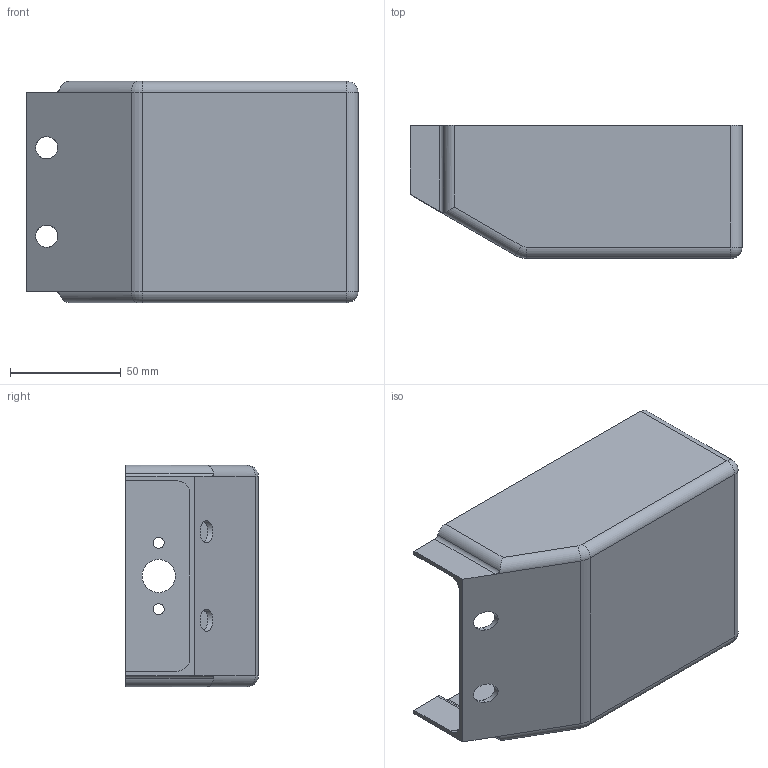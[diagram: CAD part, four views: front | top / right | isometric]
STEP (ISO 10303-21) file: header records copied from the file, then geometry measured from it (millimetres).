
FILE_DESCRIPTION (( 'STEP AP214' ), '1' );
FILE_NAME ('large.STEP', '2017-09-20T06:50:07', ( '' ), ( '' ), 'SwSTEP 2.0', 'SolidWorks 2013', '' );
FILE_SCHEMA (( 'AUTOMOTIVE_DESIGN' ));
Length unit declared in the file: millimetre
Products named in the file (1): large
Bounding box: 150 x 60 x 100 mm (x, y, z)
Volume: 73023.1 mm3; surface area: 71917.7 mm2
Topology: 1 solids, 1 shells, 69 faces, 175 edges, 104 vertices
Faces by surface type: cylinder 39, plane 18, sphere 6, torus 4, bspline 2
Entity records: 2157 total; most frequent: CARTESIAN_POINT 473, DIRECTION 355, ORIENTED_EDGE 342, EDGE_CURVE 171, AXIS2_PLACEMENT_3D 134, VERTEX_POINT 104, VECTOR 87, LINE 87
